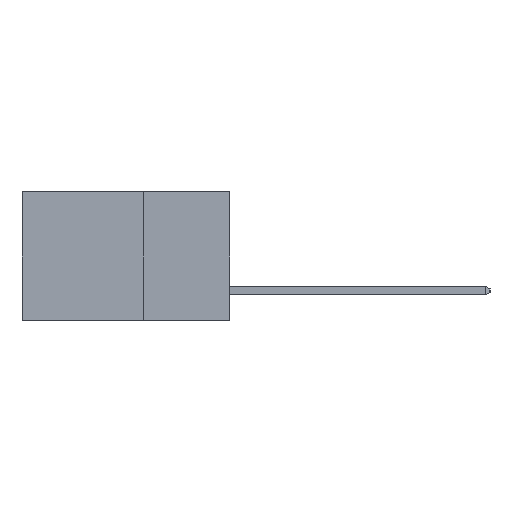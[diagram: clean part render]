
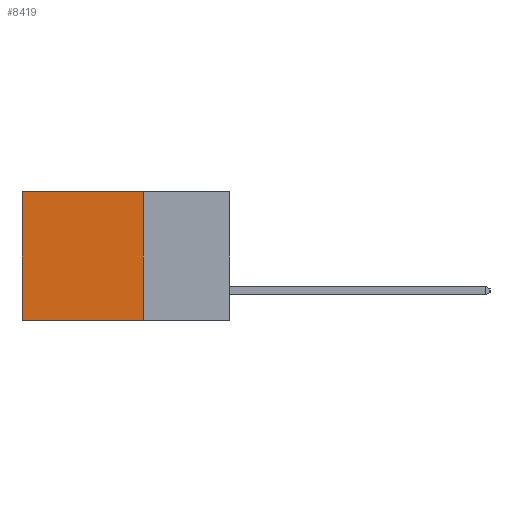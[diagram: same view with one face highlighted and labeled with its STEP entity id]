
A CAD part, left-side view. The second image highlights one B-rep face of the part: STEP entity #8419.
In plain terms, the highlighted planar face has unit normal (-1, 0, 0).
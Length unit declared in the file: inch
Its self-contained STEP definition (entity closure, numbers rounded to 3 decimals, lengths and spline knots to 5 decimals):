
#1685 = EDGE_CURVE ( 'NONE', #7400, #7056, #4272, .T. ) ;
#2590 = PLANE ( 'NONE',  #6038 ) ;
#2861 = CARTESIAN_POINT ( 'NONE',  ( 0.2615, 0.6, -0.37 ) ) ;
#3563 = CARTESIAN_POINT ( 'NONE',  ( 0.2615, 0.6, -0.37 ) ) ;
#3619 = DIRECTION ( 'NONE',  ( 0., 0., -1. ) ) ;
#3622 = CARTESIAN_POINT ( 'NONE',  ( 0.2615, 0.25, -0.37 ) ) ;
#3666 = CARTESIAN_POINT ( 'NONE',  ( 0.2615, 0.25, -0.37 ) ) ;
#3778 = LINE ( 'NONE', #3563, #6183 ) ;
#4272 = LINE ( 'NONE', #3666, #9074 ) ;
#4469 = DIRECTION ( 'NONE',  ( 0., 1., 0. ) ) ;
#4556 = CARTESIAN_POINT ( 'NONE',  ( 0.2615, 0.6, 0. ) ) ;
#4669 = DIRECTION ( 'NONE',  ( 0., 0., -1. ) ) ;
#4754 = LINE ( 'NONE', #10630, #8129 ) ;
#4817 = VECTOR ( 'NONE', #12930, 39.37008 ) ;
#4833 = ORIENTED_EDGE ( 'NONE', *, *, #10074, .T. ) ;
#4879 = VERTEX_POINT ( 'NONE', #4556 ) ;
#6038 = AXIS2_PLACEMENT_3D ( 'NONE', #3622, #10818, #4669 ) ;
#6183 = VECTOR ( 'NONE', #11780, 39.37008 ) ;
#6537 = CARTESIAN_POINT ( 'NONE',  ( 0.2615, 0.25, -0.37 ) ) ;
#7053 = FACE_OUTER_BOUND ( 'NONE', #13068, .T. ) ;
#7056 = VERTEX_POINT ( 'NONE', #6537 ) ;
#7400 = VERTEX_POINT ( 'NONE', #10356 ) ;
#7554 = LINE ( 'NONE', #7862, #4817 ) ;
#7862 = CARTESIAN_POINT ( 'NONE',  ( 0.2615, 0.25, -0.37 ) ) ;
#8129 = VECTOR ( 'NONE', #4469, 39.37008 ) ;
#8321 = ORIENTED_EDGE ( 'NONE', *, *, #10908, .F. ) ;
#8352 = ORIENTED_EDGE ( 'NONE', *, *, #1685, .F. ) ;
#8419 = ADVANCED_FACE ( 'NONE', ( #7053 ), #2590, .F. ) ;
#9074 = VECTOR ( 'NONE', #3619, 39.37008 ) ;
#9983 = EDGE_CURVE ( 'NONE', #7400, #4879, #4754, .T. ) ;
#10074 = EDGE_CURVE ( 'NONE', #4879, #11006, #3778, .T. ) ;
#10356 = CARTESIAN_POINT ( 'NONE',  ( 0.2615, 0.25, 0. ) ) ;
#10630 = CARTESIAN_POINT ( 'NONE',  ( 0.2615, 0.25, 0. ) ) ;
#10818 = DIRECTION ( 'NONE',  ( 1., 0., 0. ) ) ;
#10908 = EDGE_CURVE ( 'NONE', #7056, #11006, #7554, .T. ) ;
#11006 = VERTEX_POINT ( 'NONE', #2861 ) ;
#11290 = ORIENTED_EDGE ( 'NONE', *, *, #9983, .T. ) ;
#11780 = DIRECTION ( 'NONE',  ( 0., 0., -1. ) ) ;
#12930 = DIRECTION ( 'NONE',  ( 0., 1., 0. ) ) ;
#13068 = EDGE_LOOP ( 'NONE', ( #4833, #8321, #8352, #11290 ) ) ;
